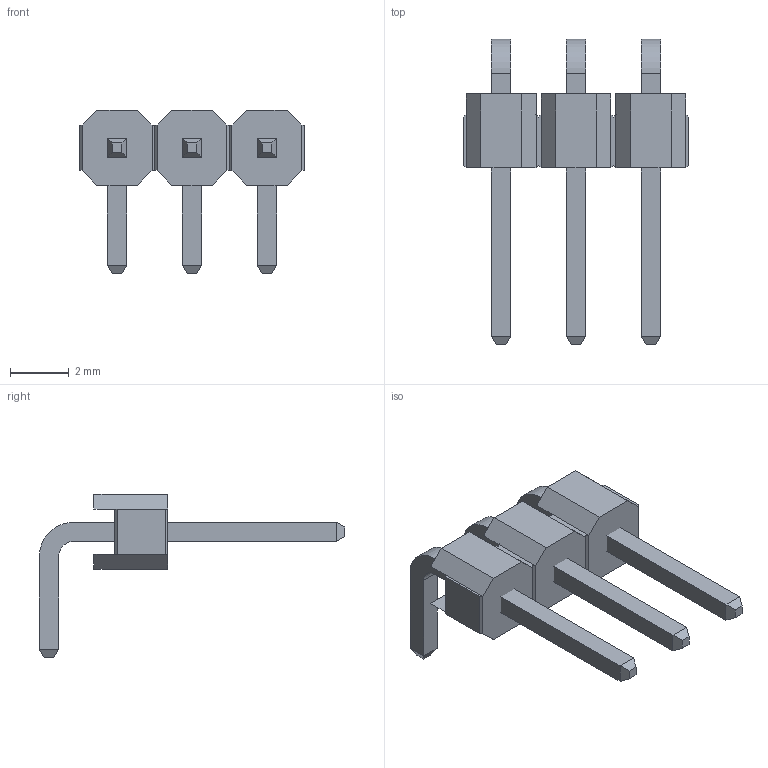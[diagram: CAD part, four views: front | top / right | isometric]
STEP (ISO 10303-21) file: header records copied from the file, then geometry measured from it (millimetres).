
FILE_DESCRIPTION(('STEP AP214'), '1');
FILE_NAME('DS1022-1x5RDF11', '', ('UNSPECIFIED'), ('UNSPECIFIED'), 'ASCON STEP Converter 1.3', 'ASCON Math Kernel', '');
FILE_SCHEMA(('AUTOMOTIVE_DESIGN { 1 0 10303 214 3 1 1}'));
Length unit declared in the file: millimetre
Bounding box: 7.62 x 10.35 x 5.54 mm (x, y, z)
Volume: 52.4 mm3; surface area: 202.6 mm2
Topology: 4 solids, 4 shells, 112 faces, 252 edges, 148 vertices
Faces by surface type: plane 106, cylinder 6
Entity records: 3946 total; most frequent: CARTESIAN_POINT 513, ORIENTED_EDGE 504, DIRECTION 490, EDGE_CURVE 252, LINE 240, VECTOR 240, VERTEX_POINT 148, AXIS2_PLACEMENT_3D 125
